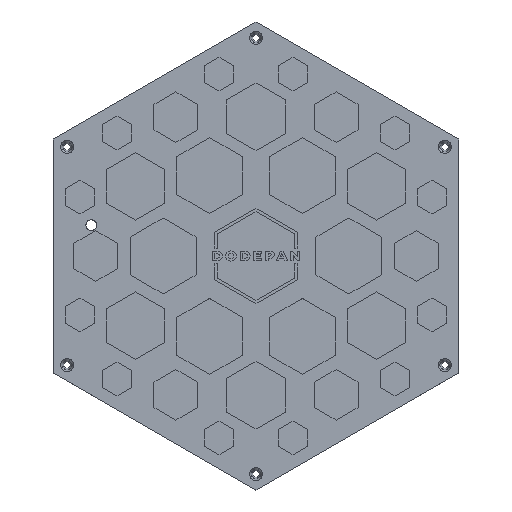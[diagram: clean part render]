
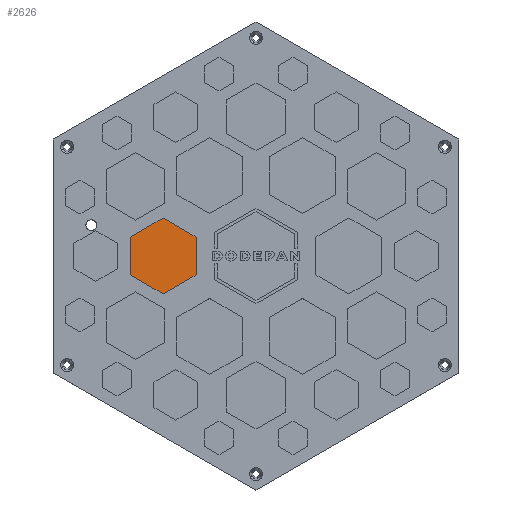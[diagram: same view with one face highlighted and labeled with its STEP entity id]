
A CAD part, top view. The second image highlights one B-rep face of the part: STEP entity #2626.
In plain terms, the highlighted planar face has unit normal (0, 0, 1).
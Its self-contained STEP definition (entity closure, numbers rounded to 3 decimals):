
#2626 = ADVANCED_FACE('',(#2627),#2677,.T.);
#2627 = FACE_BOUND('',#2628,.T.);
#2628 = EDGE_LOOP('',(#2629,#2639,#2647,#2655,#2663,#2671));
#2629 = ORIENTED_EDGE('',*,*,#2630,.F.);
#2630 = EDGE_CURVE('',#2631,#2633,#2635,.T.);
#2631 = VERTEX_POINT('',#2632);
#2632 = CARTESIAN_POINT('',(-28.6,-11.7,
    2.1));
#2633 = VERTEX_POINT('',#2634);
#2634 = CARTESIAN_POINT('',(-38.732,-5.85,
    2.1));
#2635 = LINE('',#2636,#2637);
#2636 = CARTESIAN_POINT('',(-28.6,-11.7,
    2.1));
#2637 = VECTOR('',#2638,1.);
#2638 = DIRECTION('',(-0.866,0.5,0.));
#2639 = ORIENTED_EDGE('',*,*,#2640,.T.);
#2640 = EDGE_CURVE('',#2631,#2641,#2643,.T.);
#2641 = VERTEX_POINT('',#2642);
#2642 = CARTESIAN_POINT('',(-18.468,-5.85,
    2.1));
#2643 = LINE('',#2644,#2645);
#2644 = CARTESIAN_POINT('',(-28.6,-11.7,
    2.1));
#2645 = VECTOR('',#2646,1.);
#2646 = DIRECTION('',(0.866,0.5,0.));
#2647 = ORIENTED_EDGE('',*,*,#2648,.F.);
#2648 = EDGE_CURVE('',#2649,#2641,#2651,.T.);
#2649 = VERTEX_POINT('',#2650);
#2650 = CARTESIAN_POINT('',(-18.468,5.85,
    2.1));
#2651 = LINE('',#2652,#2653);
#2652 = CARTESIAN_POINT('',(-18.468,5.85,
    2.1));
#2653 = VECTOR('',#2654,1.);
#2654 = DIRECTION('',(0.,-1.,0.));
#2655 = ORIENTED_EDGE('',*,*,#2656,.T.);
#2656 = EDGE_CURVE('',#2649,#2657,#2659,.T.);
#2657 = VERTEX_POINT('',#2658);
#2658 = CARTESIAN_POINT('',(-28.6,11.7,
    2.1));
#2659 = LINE('',#2660,#2661);
#2660 = CARTESIAN_POINT('',(-18.468,5.85,
    2.1));
#2661 = VECTOR('',#2662,1.);
#2662 = DIRECTION('',(-0.866,0.5,0.));
#2663 = ORIENTED_EDGE('',*,*,#2664,.F.);
#2664 = EDGE_CURVE('',#2665,#2657,#2667,.T.);
#2665 = VERTEX_POINT('',#2666);
#2666 = CARTESIAN_POINT('',(-38.732,5.85,
    2.1));
#2667 = LINE('',#2668,#2669);
#2668 = CARTESIAN_POINT('',(-38.732,5.85,
    2.1));
#2669 = VECTOR('',#2670,1.);
#2670 = DIRECTION('',(0.866,0.5,0.));
#2671 = ORIENTED_EDGE('',*,*,#2672,.T.);
#2672 = EDGE_CURVE('',#2665,#2633,#2673,.T.);
#2673 = LINE('',#2674,#2675);
#2674 = CARTESIAN_POINT('',(-38.732,5.85,
    2.1));
#2675 = VECTOR('',#2676,1.);
#2676 = DIRECTION('',(0.,-1.,0.));
#2677 = PLANE('',#2678);
#2678 = AXIS2_PLACEMENT_3D('',#2679,#2680,#2681);
#2679 = CARTESIAN_POINT('',(-28.6,0.,
    2.1));
#2680 = DIRECTION('',(0.,0.,1.));
#2681 = DIRECTION('',(1.,0.,-0.));
